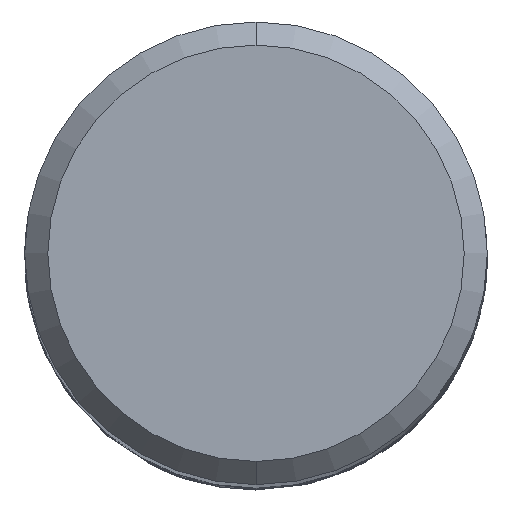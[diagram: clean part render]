
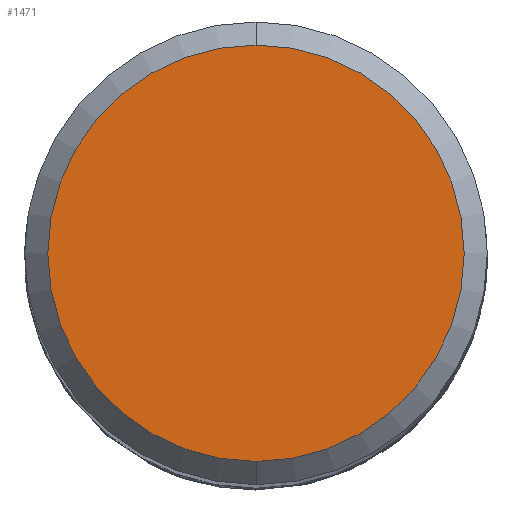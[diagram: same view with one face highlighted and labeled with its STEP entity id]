
A CAD part, top view. The second image highlights one B-rep face of the part: STEP entity #1471.
In plain terms, the highlighted planar face has unit normal (0, 0, 1).
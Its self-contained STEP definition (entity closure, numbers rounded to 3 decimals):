
#1313=EDGE_CURVE('',#1911,#1393,#3384,.T.);
#1393=VERTEX_POINT('',#3467);
#1471=ADVANCED_FACE('',(#3551),#3552,.T.);
#1855=EDGE_CURVE('',#1393,#1911,#3968,.T.);
#1911=VERTEX_POINT('',#4027);
#3384=CIRCLE('',#8087,5.4);
#3467=CARTESIAN_POINT('',(0.,-5.4,0.0));
#3551=FACE_OUTER_BOUND('',#8784,.T.);
#3552=PLANE('',#8785);
#3968=CIRCLE('',#13218,5.4);
#4027=CARTESIAN_POINT('',(0.0,5.4,0.0));
#8087=AXIS2_PLACEMENT_3D('',#26793,#26794,#26795);
#8784=EDGE_LOOP('',(#26939,#26940));
#8785=AXIS2_PLACEMENT_3D('',#26941,#26942,#26943);
#13218=AXIS2_PLACEMENT_3D('',#27365,#27366,#27367);
#26793=CARTESIAN_POINT('',(0.0,0.0,0.0));
#26794=DIRECTION('',(0.0,0.0,-1.0));
#26795=DIRECTION('',(0.0,1.0,0.0));
#26939=ORIENTED_EDGE('',*,*,#1313,.F.);
#26940=ORIENTED_EDGE('',*,*,#1855,.F.);
#26941=CARTESIAN_POINT('',(0.0,2.7,0.0));
#26942=DIRECTION('',(-0.0,0.0,1.0));
#26943=DIRECTION('',(0.0,-1.0,0.0));
#27365=CARTESIAN_POINT('',(0.0,0.0,0.0));
#27366=DIRECTION('',(0.0,0.0,-1.0));
#27367=DIRECTION('',(0.0,1.0,0.0));
